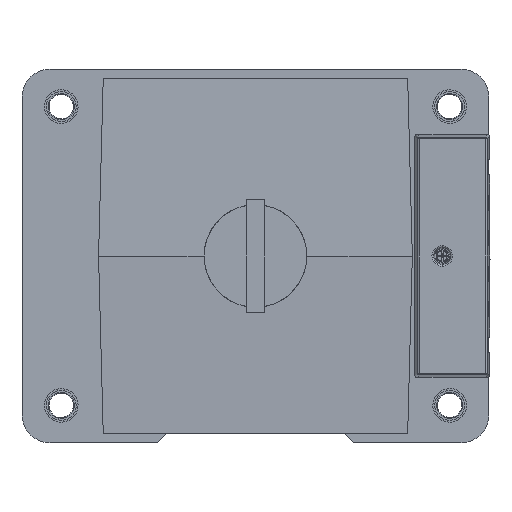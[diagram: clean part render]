
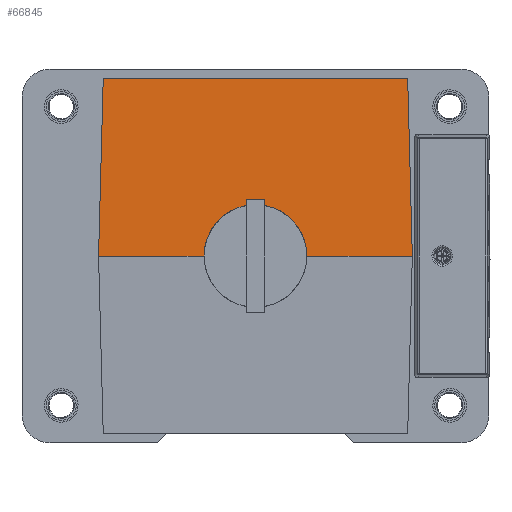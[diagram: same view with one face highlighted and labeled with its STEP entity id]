
A CAD part, left-side view. The second image highlights one B-rep face of the part: STEP entity #66845.
In plain terms, the highlighted planar face has unit normal (-1, 0, 0.026).
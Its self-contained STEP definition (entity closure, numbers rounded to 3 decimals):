
#2832 = AXIS2_PLACEMENT_3D ( 'NONE', #12118, #126056, #63874 ) ;
#8251 = EDGE_CURVE ( 'NONE', #34262, #86670, #22587, .T. ) ;
#12118 = CARTESIAN_POINT ( 'NONE',  ( -135., 0., 0. ) ) ;
#14257 = ORIENTED_EDGE ( 'NONE', *, *, #8251, .F. ) ;
#15847 = VECTOR ( 'NONE', #36227, 1000. ) ;
#19041 = LINE ( 'NONE', #25862, #15847 ) ;
#22010 = VERTEX_POINT ( 'NONE', #113767 ) ;
#22587 = LINE ( 'NONE', #73865, #101804 ) ;
#23476 = ORIENTED_EDGE ( 'NONE', *, *, #130788, .T. ) ;
#23662 = CARTESIAN_POINT ( 'NONE',  ( -135., -27.5, 0. ) ) ;
#23694 = ORIENTED_EDGE ( 'NONE', *, *, #41498, .F. ) ;
#25862 = CARTESIAN_POINT ( 'NONE',  ( -135., 84., 0. ) ) ;
#33366 = CARTESIAN_POINT ( 'NONE',  ( -135., 84., 0. ) ) ;
#34262 = VERTEX_POINT ( 'NONE', #57916 ) ;
#36227 = DIRECTION ( 'NONE',  ( 0.026, -0.026, 0.999 ) ) ;
#36491 = ORIENTED_EDGE ( 'NONE', *, *, #132256, .F. ) ;
#40629 = CARTESIAN_POINT ( 'NONE',  ( -132.512, 81.512, 95. ) ) ;
#41498 = EDGE_CURVE ( 'NONE', #22010, #55557, #57824, .T. ) ;
#41767 = CARTESIAN_POINT ( 'NONE',  ( -135., -84., 0. ) ) ;
#45183 = CARTESIAN_POINT ( 'NONE',  ( -134.578, 27.5, 16.109 ) ) ;
#47403 = FACE_OUTER_BOUND ( 'NONE', #103705, .T. ) ;
#48568 = LINE ( 'NONE', #53506, #103580 ) ;
#48694 = ORIENTED_EDGE ( 'NONE', *, *, #57707, .T. ) ;
#53447 = PLANE ( 'NONE',  #2832 ) ;
#53506 = CARTESIAN_POINT ( 'NONE',  ( -135., 0., 0. ) ) ;
#54225 = CARTESIAN_POINT ( 'NONE',  ( -134.28, -16.109, 27.5 ) ) ;
#55513 = CARTESIAN_POINT ( 'NONE',  ( -134.28, 0., 27.5 ) ) ;
#55557 = VERTEX_POINT ( 'NONE', #41767 ) ;
#57707 = EDGE_CURVE ( 'NONE', #34262, #70344, #87842, .T. ) ;
#57777 = CARTESIAN_POINT ( 'NONE',  ( -135., -27.5, 0. ) ) ;
#57824 = LINE ( 'NONE', #88736, #109716 ) ;
#57916 = CARTESIAN_POINT ( 'NONE',  ( -135., 27.5, 0. ) ) ;
#63471 = DIRECTION ( 'NONE',  ( 0., 1., 0. ) ) ;
#63874 = DIRECTION ( 'NONE',  ( 0., 1., 0. ) ) ;
#63930 = DIRECTION ( 'NONE',  ( 0., 1., 0. ) ) ;
#66845 = ADVANCED_FACE ( 'NONE', ( #47403 ), #53447, .F. ) ;
#70344 = VERTEX_POINT ( 'NONE', #116176 ) ;
#72007 = LINE ( 'NONE', #120581, #99603 ) ;
#73865 = CARTESIAN_POINT ( 'NONE',  ( -135., 0., 0. ) ) ;
#77418 = ORIENTED_EDGE ( 'NONE', *, *, #97333, .F. ) ;
#83297 = VERTEX_POINT ( 'NONE', #40629 ) ;
#84785 = ORIENTED_EDGE ( 'NONE', *, *, #130030, .F. ) ;
#85383 = CARTESIAN_POINT ( 'NONE',  ( -134.578, -27.5, 16.109 ) ) ;
#86670 = VERTEX_POINT ( 'NONE', #33366 ) ;
#87842 =( BOUNDED_CURVE ( )  B_SPLINE_CURVE ( 3, ( #126335, #45183, #117692, #55513 ),
 .UNSPECIFIED., .F., .T. ) 
 B_SPLINE_CURVE_WITH_KNOTS ( ( 4, 4 ),
 ( 1.571, 3.142 ),
 .UNSPECIFIED. ) 
 CURVE ( )  GEOMETRIC_REPRESENTATION_ITEM ( )  RATIONAL_B_SPLINE_CURVE ( ( 1., 0.805, 0.805, 1. ) ) 
 REPRESENTATION_ITEM ( '' )  );
#88736 = CARTESIAN_POINT ( 'NONE',  ( -132.514, -81.514, 94.935 ) ) ;
#97333 = EDGE_CURVE ( 'NONE', #55557, #126858, #48568, .T. ) ;
#99250 = DIRECTION ( 'NONE',  ( -0.026, -0.026, -0.999 ) ) ;
#99603 = VECTOR ( 'NONE', #112778, 1000. ) ;
#101804 = VECTOR ( 'NONE', #63471, 1000. ) ;
#103580 = VECTOR ( 'NONE', #63930, 1000. ) ;
#103705 = EDGE_LOOP ( 'NONE', ( #14257, #48694, #23476, #77418, #23694, #36491, #84785 ) ) ;
#103750 =( BOUNDED_CURVE ( )  B_SPLINE_CURVE ( 3, ( #126830, #54225, #85383, #23662 ),
 .UNSPECIFIED., .F., .T. ) 
 B_SPLINE_CURVE_WITH_KNOTS ( ( 4, 4 ),
 ( 3.142, 4.712 ),
 .UNSPECIFIED. ) 
 CURVE ( )  GEOMETRIC_REPRESENTATION_ITEM ( )  RATIONAL_B_SPLINE_CURVE ( ( 1., 0.805, 0.805, 1. ) ) 
 REPRESENTATION_ITEM ( '' )  );
#109716 = VECTOR ( 'NONE', #99250, 1000. ) ;
#112778 = DIRECTION ( 'NONE',  ( 0., -1., 0. ) ) ;
#113767 = CARTESIAN_POINT ( 'NONE',  ( -132.512, -81.512, 95. ) ) ;
#116176 = CARTESIAN_POINT ( 'NONE',  ( -134.28, 0., 27.5 ) ) ;
#117692 = CARTESIAN_POINT ( 'NONE',  ( -134.28, 16.109, 27.5 ) ) ;
#120581 = CARTESIAN_POINT ( 'NONE',  ( -132.512, 84., 95. ) ) ;
#126056 = DIRECTION ( 'NONE',  ( 1., 0., -0.026 ) ) ;
#126335 = CARTESIAN_POINT ( 'NONE',  ( -135., 27.5, 0. ) ) ;
#126830 = CARTESIAN_POINT ( 'NONE',  ( -134.28, 0., 27.5 ) ) ;
#126858 = VERTEX_POINT ( 'NONE', #57777 ) ;
#130030 = EDGE_CURVE ( 'NONE', #86670, #83297, #19041, .T. ) ;
#130788 = EDGE_CURVE ( 'NONE', #70344, #126858, #103750, .T. ) ;
#132256 = EDGE_CURVE ( 'NONE', #83297, #22010, #72007, .T. ) ;
